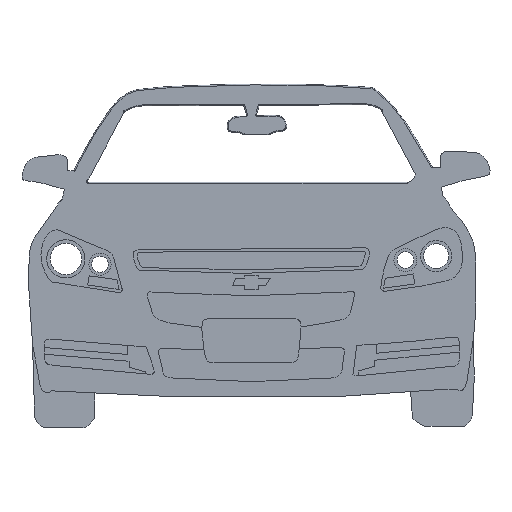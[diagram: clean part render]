
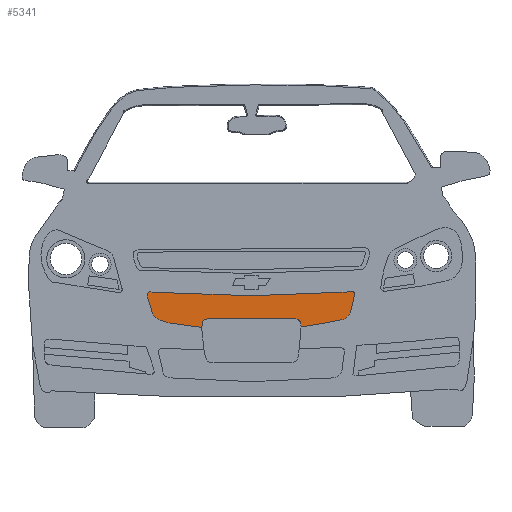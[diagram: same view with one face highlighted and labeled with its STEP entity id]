
A CAD part, front view. The second image highlights one B-rep face of the part: STEP entity #5341.
In plain terms, the highlighted planar face has unit normal (0, -1, 0).
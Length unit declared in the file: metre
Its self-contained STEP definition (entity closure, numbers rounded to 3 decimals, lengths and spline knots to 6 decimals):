
#47=B_SPLINE_CURVE_WITH_KNOTS('',3,(#8080,#8081,#8082,#8083,#8084,#8085,
#8086,#8087,#8088,#8089,#8090,#8091),.UNSPECIFIED.,.F.,.F.,(4,1,1,1,1,1,
1,1,1,4),(0.,0.073311,0.1456,0.25214,0.362097,
0.456214,0.551855,0.667032,0.82634,
1.),.UNSPECIFIED.);
#49=B_SPLINE_CURVE_WITH_KNOTS('',3,(#8117,#8118,#8119,#8120,#8121,#8122),
 .UNSPECIFIED.,.F.,.F.,(4,1,1,4),(0.211468,0.315036,0.637478,
1.),.UNSPECIFIED.);
#51=B_SPLINE_CURVE_WITH_KNOTS('',3,(#8148,#8149,#8150,#8151,#8152,#8153),
 .UNSPECIFIED.,.F.,.F.,(4,1,1,4),(0.,0.192298,0.399519,
0.43633),.UNSPECIFIED.);
#53=B_SPLINE_CURVE_WITH_KNOTS('',3,(#8205,#8206,#8207,#8208,#8209,#8210,
#8211,#8212,#8213,#8214,#8215,#8216),.UNSPECIFIED.,.F.,.F.,(4,1,1,1,1,1,
1,1,1,4),(0.,0.060189,0.121739,0.209814,0.352194,
0.455032,0.55349,0.675528,0.87568,
1.),.UNSPECIFIED.);
#636=ORIENTED_EDGE('',*,*,#2131,.T.);
#637=ORIENTED_EDGE('',*,*,#2135,.T.);
#638=ORIENTED_EDGE('',*,*,#2138,.T.);
#639=ORIENTED_EDGE('',*,*,#2141,.T.);
#640=ORIENTED_EDGE('',*,*,#2144,.F.);
#641=ORIENTED_EDGE('',*,*,#2147,.F.);
#642=ORIENTED_EDGE('',*,*,#2149,.F.);
#2131=EDGE_CURVE('',#2906,#2905,#47,.T.);
#2135=EDGE_CURVE('',#2905,#2908,#49,.T.);
#2138=EDGE_CURVE('',#2908,#2910,#3418,.T.);
#2141=EDGE_CURVE('',#2910,#2912,#51,.T.);
#2144=EDGE_CURVE('',#2914,#2912,#53,.T.);
#2147=EDGE_CURVE('',#2916,#2914,#3423,.T.);
#2149=EDGE_CURVE('',#2906,#2916,#3425,.T.);
#2905=VERTEX_POINT('',#8079);
#2906=VERTEX_POINT('',#8092);
#2908=VERTEX_POINT('',#8116);
#2910=VERTEX_POINT('',#8127);
#2912=VERTEX_POINT('',#8147);
#2914=VERTEX_POINT('',#8204);
#2916=VERTEX_POINT('',#8221);
#3418=LINE('',#8128,#3899);
#3423=LINE('',#8222,#3904);
#3425=LINE('',#8225,#3906);
#3899=VECTOR('',#6489,1.);
#3904=VECTOR('',#6496,1.);
#3906=VECTOR('',#6500,1.);
#4402=EDGE_LOOP('',(#636,#637,#638,#639,#640,#641,#642));
#4794=FACE_BOUND('',#4402,.T.);
#5156=PLANE('',#5914);
#5341=ADVANCED_FACE('',(#4794),#5156,.T.);
#5914=AXIS2_PLACEMENT_3D('',#8226,#6501,#6502);
#6489=DIRECTION('',(1.,0.,0.));
#6496=DIRECTION('',(0.999,0.,0.039));
#6500=DIRECTION('',(0.999,0.,-0.035));
#6501=DIRECTION('',(0.,-1.,0.));
#6502=DIRECTION('',(1.,0.,0.));
#8079=CARTESIAN_POINT('',(0.062726,-0.00508,-0.078287));
#8080=CARTESIAN_POINT('',(0.048259,-0.00508,-0.068014));
#8081=CARTESIAN_POINT('',(0.047889,-0.00508,-0.067921));
#8082=CARTESIAN_POINT('',(0.047154,-0.00508,-0.067736));
#8083=CARTESIAN_POINT('',(0.046454,-0.00508,-0.068875));
#8084=CARTESIAN_POINT('',(0.047228,-0.00508,-0.070965));
#8085=CARTESIAN_POINT('',(0.047884,-0.00508,-0.07308));
#8086=CARTESIAN_POINT('',(0.048366,-0.00508,-0.074793));
#8087=CARTESIAN_POINT('',(0.049884,-0.00508,-0.075953));
#8088=CARTESIAN_POINT('',(0.052288,-0.00508,-0.076949));
#8089=CARTESIAN_POINT('',(0.057142,-0.00508,-0.077591));
#8090=CARTESIAN_POINT('',(0.060812,-0.00508,-0.078048));
#8091=CARTESIAN_POINT('',(0.062726,-0.00508,-0.078287));
#8092=CARTESIAN_POINT('',(0.048259,-0.00508,-0.068014));
#8116=CARTESIAN_POINT('',(0.065012,-0.00508,-0.075746));
#8117=CARTESIAN_POINT('',(0.062726,-0.00508,-0.078287));
#8118=CARTESIAN_POINT('',(0.062728,-0.00508,-0.078123));
#8119=CARTESIAN_POINT('',(0.062741,-0.00508,-0.077436));
#8120=CARTESIAN_POINT('',(0.062864,-0.00508,-0.075976));
#8121=CARTESIAN_POINT('',(0.064268,-0.00508,-0.075826));
#8122=CARTESIAN_POINT('',(0.065012,-0.00508,-0.075746));
#8127=CARTESIAN_POINT('',(0.089903,-0.00508,-0.075746));
#8128=CARTESIAN_POINT('',(0.077457,-0.00508,-0.075746));
#8147=CARTESIAN_POINT('',(0.091739,-0.00508,-0.07817));
#8148=CARTESIAN_POINT('',(0.089903,-0.00508,-0.075746));
#8149=CARTESIAN_POINT('',(0.090387,-0.00508,-0.075863));
#8150=CARTESIAN_POINT('',(0.091393,-0.00508,-0.076107));
#8151=CARTESIAN_POINT('',(0.091703,-0.00508,-0.077247));
#8152=CARTESIAN_POINT('',(0.091737,-0.00508,-0.078046));
#8153=CARTESIAN_POINT('',(0.091739,-0.00508,-0.07817));
#8204=CARTESIAN_POINT('',(0.106395,-0.00508,-0.067892));
#8205=CARTESIAN_POINT('',(0.106395,-0.00508,-0.067892));
#8206=CARTESIAN_POINT('',(0.106627,-0.00508,-0.067848));
#8207=CARTESIAN_POINT('',(0.107095,-0.00508,-0.067758));
#8208=CARTESIAN_POINT('',(0.107543,-0.00508,-0.068544));
#8209=CARTESIAN_POINT('',(0.107105,-0.00508,-0.069867));
#8210=CARTESIAN_POINT('',(0.106549,-0.00508,-0.073418));
#8211=CARTESIAN_POINT('',(0.105607,-0.00508,-0.075023));
#8212=CARTESIAN_POINT('',(0.103982,-0.00508,-0.07617));
#8213=CARTESIAN_POINT('',(0.101439,-0.00508,-0.076475));
#8214=CARTESIAN_POINT('',(0.094471,-0.00508,-0.077878));
#8215=CARTESIAN_POINT('',(0.092496,-0.00508,-0.078089));
#8216=CARTESIAN_POINT('',(0.091739,-0.00508,-0.07817));
#8221=CARTESIAN_POINT('',(0.07719,-0.00508,-0.069038));
#8222=CARTESIAN_POINT('',(0.091792,-0.00508,-0.068465));
#8225=CARTESIAN_POINT('',(0.062724,-0.00508,-0.068526));
#8226=CARTESIAN_POINT('',(0.078502,-0.00508,-0.057343));
